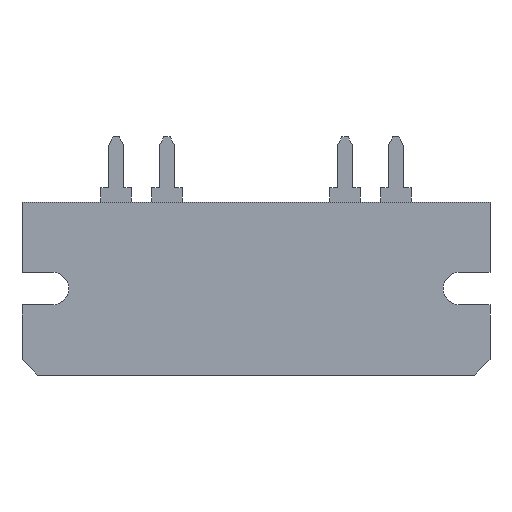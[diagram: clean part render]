
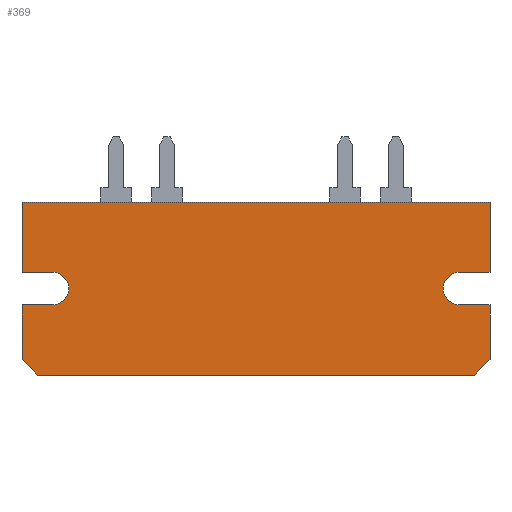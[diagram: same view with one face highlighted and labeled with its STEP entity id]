
A CAD part, front view. The second image highlights one B-rep face of the part: STEP entity #369.
In plain terms, the highlighted planar face has unit normal (0, -1, 0).
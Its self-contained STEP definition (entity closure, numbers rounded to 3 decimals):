
#57 = VECTOR ( 'NONE', #786, 1000. ) ;
#98 = EDGE_CURVE ( 'NONE', #925, #2271, #239, .T. ) ;
#162 = ORIENTED_EDGE ( 'NONE', *, *, #1120, .F. ) ;
#173 = VECTOR ( 'NONE', #1979, 1000. ) ;
#183 = CARTESIAN_POINT ( 'NONE',  ( -23., -2., -8.5 ) ) ;
#209 = DIRECTION ( 'NONE',  ( 0., 1., 0. ) ) ;
#232 = DIRECTION ( 'NONE',  ( 0., 0., -1. ) ) ;
#233 = VERTEX_POINT ( 'NONE', #2195 ) ;
#239 = LINE ( 'NONE', #1978, #57 ) ;
#240 = LINE ( 'NONE', #461, #173 ) ;
#256 = DIRECTION ( 'NONE',  ( 0., 1., 0. ) ) ;
#289 = DIRECTION ( 'NONE',  ( 1., 0., 0. ) ) ;
#293 = ORIENTED_EDGE ( 'NONE', *, *, #1085, .T. ) ;
#297 = ORIENTED_EDGE ( 'NONE', *, *, #551, .T. ) ;
#310 = DIRECTION ( 'NONE',  ( 1., 0., 0. ) ) ;
#339 = CARTESIAN_POINT ( 'NONE',  ( -23., -2., -1.6 ) ) ;
#359 = CARTESIAN_POINT ( 'NONE',  ( 20., -2., 1.6 ) ) ;
#362 = CARTESIAN_POINT ( 'NONE',  ( -23., -2., 1.6 ) ) ;
#369 = ADVANCED_FACE ( 'NONE', ( #1703 ), #2107, .F. ) ;
#418 = CARTESIAN_POINT ( 'NONE',  ( 0., -2., 0. ) ) ;
#456 = AXIS2_PLACEMENT_3D ( 'NONE', #1001, #256, #232 ) ;
#461 = CARTESIAN_POINT ( 'NONE',  ( 23., -2., -8.5 ) ) ;
#490 = EDGE_CURVE ( 'NONE', #2271, #1984, #1157, .T. ) ;
#527 = VERTEX_POINT ( 'NONE', #1588 ) ;
#532 = CARTESIAN_POINT ( 'NONE',  ( 23., -2., -8.5 ) ) ;
#535 = VECTOR ( 'NONE', #310, 1000. ) ;
#542 = EDGE_CURVE ( 'NONE', #679, #2276, #1449, .T. ) ;
#551 = EDGE_CURVE ( 'NONE', #1694, #2260, #1112, .T. ) ;
#555 = ORIENTED_EDGE ( 'NONE', *, *, #793, .T. ) ;
#569 = VERTEX_POINT ( 'NONE', #2014 ) ;
#609 = VECTOR ( 'NONE', #1344, 1000. ) ;
#610 = CARTESIAN_POINT ( 'NONE',  ( 20., -2., 0. ) ) ;
#679 = VERTEX_POINT ( 'NONE', #1752 ) ;
#713 = CARTESIAN_POINT ( 'NONE',  ( 23., -2., -1.6 ) ) ;
#758 = EDGE_LOOP ( 'NONE', ( #555, #297, #162, #1191, #2245, #293, #2459, #875, #1364, #1813, #2139, #1624, #829, #1855 ) ) ;
#777 = EDGE_CURVE ( 'NONE', #808, #2276, #1935, .T. ) ;
#779 = VECTOR ( 'NONE', #1693, 1000. ) ;
#786 = DIRECTION ( 'NONE',  ( -1., 0., 0. ) ) ;
#793 = EDGE_CURVE ( 'NONE', #569, #1694, #1583, .T. ) ;
#808 = VERTEX_POINT ( 'NONE', #1011 ) ;
#814 = VECTOR ( 'NONE', #957, 1000. ) ;
#829 = ORIENTED_EDGE ( 'NONE', *, *, #1733, .F. ) ;
#870 = DIRECTION ( 'NONE',  ( -1., 0., 0. ) ) ;
#875 = ORIENTED_EDGE ( 'NONE', *, *, #98, .T. ) ;
#925 = VERTEX_POINT ( 'NONE', #713 ) ;
#929 = LINE ( 'NONE', #2488, #609 ) ;
#947 = EDGE_CURVE ( 'NONE', #1408, #1545, #1650, .T. ) ;
#957 = DIRECTION ( 'NONE',  ( 0., 0., 1. ) ) ;
#985 = DIRECTION ( 'NONE',  ( 0., 0., 1. ) ) ;
#1001 = CARTESIAN_POINT ( 'NONE',  ( -20., -2., 0. ) ) ;
#1006 = DIRECTION ( 'NONE',  ( 0., 0., 1. ) ) ;
#1011 = CARTESIAN_POINT ( 'NONE',  ( 21.5, -2., -8.5 ) ) ;
#1062 = VERTEX_POINT ( 'NONE', #1739 ) ;
#1085 = EDGE_CURVE ( 'NONE', #808, #233, #929, .T. ) ;
#1112 = LINE ( 'NONE', #339, #1996 ) ;
#1120 = EDGE_CURVE ( 'NONE', #679, #2260, #1910, .T. ) ;
#1157 = CIRCLE ( 'NONE', #1916, 1.6 ) ;
#1191 = ORIENTED_EDGE ( 'NONE', *, *, #542, .T. ) ;
#1251 = EDGE_CURVE ( 'NONE', #1545, #1062, #240, .T. ) ;
#1259 = CARTESIAN_POINT ( 'NONE',  ( -21.5, -2., -8.5 ) ) ;
#1337 = EDGE_CURVE ( 'NONE', #1984, #1062, #2392, .T. ) ;
#1344 = DIRECTION ( 'NONE',  ( 0.707, 0., 0.707 ) ) ;
#1364 = ORIENTED_EDGE ( 'NONE', *, *, #490, .T. ) ;
#1388 = DIRECTION ( 'NONE',  ( 0., 1., 0. ) ) ;
#1408 = VERTEX_POINT ( 'NONE', #1468 ) ;
#1423 = VECTOR ( 'NONE', #289, 1000. ) ;
#1449 = LINE ( 'NONE', #1259, #1478 ) ;
#1468 = CARTESIAN_POINT ( 'NONE',  ( -23., -2., 8.5 ) ) ;
#1478 = VECTOR ( 'NONE', #2397, 1000. ) ;
#1486 = CARTESIAN_POINT ( 'NONE',  ( -23., -2., 8.5 ) ) ;
#1495 = CARTESIAN_POINT ( 'NONE',  ( 23., -2., 8.5 ) ) ;
#1503 = EDGE_CURVE ( 'NONE', #527, #569, #2062, .T. ) ;
#1544 = CARTESIAN_POINT ( 'NONE',  ( -20., -2., -1.6 ) ) ;
#1545 = VERTEX_POINT ( 'NONE', #1495 ) ;
#1549 = EDGE_CURVE ( 'NONE', #925, #233, #2259, .T. ) ;
#1578 = LINE ( 'NONE', #2338, #2112 ) ;
#1583 = CIRCLE ( 'NONE', #456, 1.6 ) ;
#1588 = CARTESIAN_POINT ( 'NONE',  ( -23., -2., 1.6 ) ) ;
#1624 = ORIENTED_EDGE ( 'NONE', *, *, #947, .F. ) ;
#1650 = LINE ( 'NONE', #1486, #535 ) ;
#1693 = DIRECTION ( 'NONE',  ( 0., 0., -1. ) ) ;
#1694 = VERTEX_POINT ( 'NONE', #1544 ) ;
#1703 = FACE_OUTER_BOUND ( 'NONE', #758, .T. ) ;
#1733 = EDGE_CURVE ( 'NONE', #527, #1408, #1578, .T. ) ;
#1739 = CARTESIAN_POINT ( 'NONE',  ( 23., -2., 1.6 ) ) ;
#1752 = CARTESIAN_POINT ( 'NONE',  ( -23., -2., -7. ) ) ;
#1771 = CARTESIAN_POINT ( 'NONE',  ( -23., -2., -1.6 ) ) ;
#1813 = ORIENTED_EDGE ( 'NONE', *, *, #1337, .T. ) ;
#1828 = VECTOR ( 'NONE', #2236, 1000. ) ;
#1855 = ORIENTED_EDGE ( 'NONE', *, *, #1503, .T. ) ;
#1910 = LINE ( 'NONE', #183, #814 ) ;
#1916 = AXIS2_PLACEMENT_3D ( 'NONE', #610, #1388, #2154 ) ;
#1935 = LINE ( 'NONE', #1949, #2182 ) ;
#1949 = CARTESIAN_POINT ( 'NONE',  ( -23., -2., -8.5 ) ) ;
#1959 = CARTESIAN_POINT ( 'NONE',  ( -21.5, -2., -8.5 ) ) ;
#1978 = CARTESIAN_POINT ( 'NONE',  ( 23., -2., -1.6 ) ) ;
#1979 = DIRECTION ( 'NONE',  ( 0., 0., -1. ) ) ;
#1984 = VERTEX_POINT ( 'NONE', #359 ) ;
#1996 = VECTOR ( 'NONE', #870, 1000. ) ;
#2014 = CARTESIAN_POINT ( 'NONE',  ( -20., -2., 1.6 ) ) ;
#2038 = AXIS2_PLACEMENT_3D ( 'NONE', #418, #209, #985 ) ;
#2062 = LINE ( 'NONE', #362, #1828 ) ;
#2107 = PLANE ( 'NONE',  #2038 ) ;
#2112 = VECTOR ( 'NONE', #1006, 1000. ) ;
#2139 = ORIENTED_EDGE ( 'NONE', *, *, #1251, .F. ) ;
#2148 = CARTESIAN_POINT ( 'NONE',  ( 20., -2., -1.6 ) ) ;
#2154 = DIRECTION ( 'NONE',  ( 0., 0., 1. ) ) ;
#2162 = DIRECTION ( 'NONE',  ( -1., 0., 0. ) ) ;
#2182 = VECTOR ( 'NONE', #2162, 1000. ) ;
#2195 = CARTESIAN_POINT ( 'NONE',  ( 23., -2., -7. ) ) ;
#2218 = CARTESIAN_POINT ( 'NONE',  ( 23., -2., 1.6 ) ) ;
#2236 = DIRECTION ( 'NONE',  ( 1., 0., 0. ) ) ;
#2245 = ORIENTED_EDGE ( 'NONE', *, *, #777, .F. ) ;
#2259 = LINE ( 'NONE', #532, #779 ) ;
#2260 = VERTEX_POINT ( 'NONE', #1771 ) ;
#2271 = VERTEX_POINT ( 'NONE', #2148 ) ;
#2276 = VERTEX_POINT ( 'NONE', #1959 ) ;
#2338 = CARTESIAN_POINT ( 'NONE',  ( -23., -2., -8.5 ) ) ;
#2392 = LINE ( 'NONE', #2218, #1423 ) ;
#2397 = DIRECTION ( 'NONE',  ( 0.707, 0., -0.707 ) ) ;
#2459 = ORIENTED_EDGE ( 'NONE', *, *, #1549, .F. ) ;
#2488 = CARTESIAN_POINT ( 'NONE',  ( 23., -2., -7. ) ) ;
